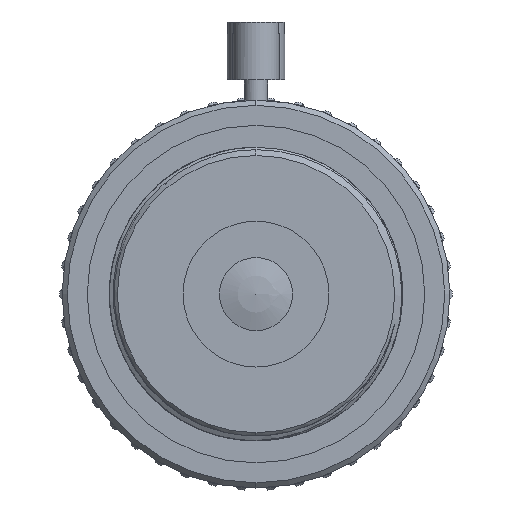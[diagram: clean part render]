
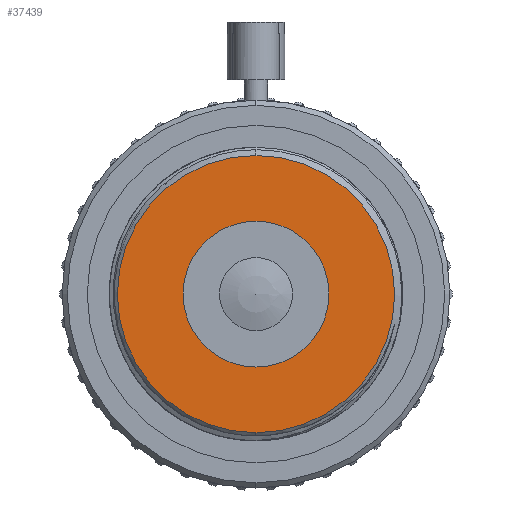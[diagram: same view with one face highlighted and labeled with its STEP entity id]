
A CAD part, left-side view. The second image highlights one B-rep face of the part: STEP entity #37439.
In plain terms, the highlighted face is planar.
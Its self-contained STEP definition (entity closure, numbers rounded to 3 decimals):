
#51 = CYLINDRICAL_SURFACE('',#52,6.3);
#52 = AXIS2_PLACEMENT_3D('',#53,#54,#55);
#53 = CARTESIAN_POINT('',(0.,-2.,0.));
#54 = DIRECTION('',(-0.,1.,-0.));
#55 = DIRECTION('',(0.,0.,1.));
#76 = VERTEX_POINT('',#77);
#77 = CARTESIAN_POINT('',(0.,0.,-6.3));
#91 = CYLINDRICAL_SURFACE('',#92,6.3);
#92 = AXIS2_PLACEMENT_3D('',#93,#94,#95);
#93 = CARTESIAN_POINT('',(0.,-2.,0.));
#94 = DIRECTION('',(-0.,1.,-0.));
#95 = DIRECTION('',(0.,0.,1.));
#103 = EDGE_CURVE('',#76,#104,#106,.T.);
#104 = VERTEX_POINT('',#105);
#105 = CARTESIAN_POINT('',(0.,0.,6.3));
#106 = SURFACE_CURVE('',#107,(#112,#119),.PCURVE_S1.);
#107 = CIRCLE('',#108,6.3);
#108 = AXIS2_PLACEMENT_3D('',#109,#110,#111);
#109 = CARTESIAN_POINT('',(0.,0.,0.));
#110 = DIRECTION('',(0.,-1.,0.));
#111 = DIRECTION('',(0.,0.,-1.));
#112 = PCURVE('',#51,#113);
#113 = DEFINITIONAL_REPRESENTATION('',(#114),#118);
#114 = LINE('',#115,#116);
#115 = CARTESIAN_POINT('',(3.142,2.));
#116 = VECTOR('',#117,1.);
#117 = DIRECTION('',(-1.,0.));
#118 = ( GEOMETRIC_REPRESENTATION_CONTEXT(2) 
PARAMETRIC_REPRESENTATION_CONTEXT() REPRESENTATION_CONTEXT('2D SPACE',''
  ) );
#119 = PCURVE('',#120,#125);
#120 = PLANE('',#121);
#121 = AXIS2_PLACEMENT_3D('',#122,#123,#124);
#122 = CARTESIAN_POINT('',(0.,0.,0.));
#123 = DIRECTION('',(0.,-1.,-0.));
#124 = DIRECTION('',(0.,0.,-1.));
#125 = DEFINITIONAL_REPRESENTATION('',(#126),#130);
#126 = CIRCLE('',#127,6.3);
#127 = AXIS2_PLACEMENT_2D('',#128,#129);
#128 = CARTESIAN_POINT('',(0.,0.));
#129 = DIRECTION('',(1.,0.));
#130 = ( GEOMETRIC_REPRESENTATION_CONTEXT(2) 
PARAMETRIC_REPRESENTATION_CONTEXT() REPRESENTATION_CONTEXT('2D SPACE',''
  ) );
#268 = EDGE_CURVE('',#269,#271,#273,.T.);
#269 = VERTEX_POINT('',#270);
#270 = CARTESIAN_POINT('',(0.,0.,11.972));
#271 = VERTEX_POINT('',#272);
#272 = CARTESIAN_POINT('',(0.,0.,-11.972));
#273 = SURFACE_CURVE('',#274,(#279,#291),.PCURVE_S1.);
#274 = CIRCLE('',#275,11.972);
#275 = AXIS2_PLACEMENT_3D('',#276,#277,#278);
#276 = CARTESIAN_POINT('',(0.,0.,0.));
#277 = DIRECTION('',(0.,-1.,0.));
#278 = DIRECTION('',(0.,0.,-1.));
#279 = PCURVE('',#280,#285);
#280 = CONICAL_SURFACE('',#281,11.972,0.785);
#281 = AXIS2_PLACEMENT_3D('',#282,#283,#284);
#282 = CARTESIAN_POINT('',(0.,0.,0.));
#283 = DIRECTION('',(0.,1.,0.));
#284 = DIRECTION('',(0.,0.,-1.));
#285 = DEFINITIONAL_REPRESENTATION('',(#286),#290);
#286 = LINE('',#287,#288);
#287 = CARTESIAN_POINT('',(6.283,0.));
#288 = VECTOR('',#289,1.);
#289 = DIRECTION('',(-1.,0.));
#290 = ( GEOMETRIC_REPRESENTATION_CONTEXT(2) 
PARAMETRIC_REPRESENTATION_CONTEXT() REPRESENTATION_CONTEXT('2D SPACE',''
  ) );
#291 = PCURVE('',#120,#292);
#292 = DEFINITIONAL_REPRESENTATION('',(#293),#297);
#293 = CIRCLE('',#294,11.972);
#294 = AXIS2_PLACEMENT_2D('',#295,#296);
#295 = CARTESIAN_POINT('',(0.,0.));
#296 = DIRECTION('',(1.,0.));
#297 = ( GEOMETRIC_REPRESENTATION_CONTEXT(2) 
PARAMETRIC_REPRESENTATION_CONTEXT() REPRESENTATION_CONTEXT('2D SPACE',''
  ) );
#315 = CONICAL_SURFACE('',#316,11.972,0.785);
#316 = AXIS2_PLACEMENT_3D('',#317,#318,#319);
#317 = CARTESIAN_POINT('',(0.,0.,0.));
#318 = DIRECTION('',(0.,1.,0.));
#319 = DIRECTION('',(0.,0.,-1.));
#1022 = EDGE_CURVE('',#271,#269,#1023,.T.);
#1023 = SURFACE_CURVE('',#1024,(#1029,#1036),.PCURVE_S1.);
#1024 = CIRCLE('',#1025,11.972);
#1025 = AXIS2_PLACEMENT_3D('',#1026,#1027,#1028);
#1026 = CARTESIAN_POINT('',(0.,0.,0.));
#1027 = DIRECTION('',(0.,-1.,0.));
#1028 = DIRECTION('',(0.,0.,-1.));
#1029 = PCURVE('',#315,#1030);
#1030 = DEFINITIONAL_REPRESENTATION('',(#1031),#1035);
#1031 = LINE('',#1032,#1033);
#1032 = CARTESIAN_POINT('',(6.283,0.));
#1033 = VECTOR('',#1034,1.);
#1034 = DIRECTION('',(-1.,0.));
#1035 = ( GEOMETRIC_REPRESENTATION_CONTEXT(2) 
PARAMETRIC_REPRESENTATION_CONTEXT() REPRESENTATION_CONTEXT('2D SPACE',''
  ) );
#1036 = PCURVE('',#120,#1037);
#1037 = DEFINITIONAL_REPRESENTATION('',(#1038),#1042);
#1038 = CIRCLE('',#1039,11.972);
#1039 = AXIS2_PLACEMENT_2D('',#1040,#1041);
#1040 = CARTESIAN_POINT('',(0.,0.));
#1041 = DIRECTION('',(1.,0.));
#1042 = ( GEOMETRIC_REPRESENTATION_CONTEXT(2) 
PARAMETRIC_REPRESENTATION_CONTEXT() REPRESENTATION_CONTEXT('2D SPACE',''
  ) );
#37418 = EDGE_CURVE('',#104,#76,#37419,.T.);
#37419 = SURFACE_CURVE('',#37420,(#37425,#37432),.PCURVE_S1.);
#37420 = CIRCLE('',#37421,6.3);
#37421 = AXIS2_PLACEMENT_3D('',#37422,#37423,#37424);
#37422 = CARTESIAN_POINT('',(0.,0.,0.));
#37423 = DIRECTION('',(0.,-1.,0.));
#37424 = DIRECTION('',(0.,0.,-1.));
#37425 = PCURVE('',#91,#37426);
#37426 = DEFINITIONAL_REPRESENTATION('',(#37427),#37431);
#37427 = LINE('',#37428,#37429);
#37428 = CARTESIAN_POINT('',(9.425,2.));
#37429 = VECTOR('',#37430,1.);
#37430 = DIRECTION('',(-1.,0.));
#37431 = ( GEOMETRIC_REPRESENTATION_CONTEXT(2) 
PARAMETRIC_REPRESENTATION_CONTEXT() REPRESENTATION_CONTEXT('2D SPACE',''
  ) );
#37432 = PCURVE('',#120,#37433);
#37433 = DEFINITIONAL_REPRESENTATION('',(#37434),#37438);
#37434 = CIRCLE('',#37435,6.3);
#37435 = AXIS2_PLACEMENT_2D('',#37436,#37437);
#37436 = CARTESIAN_POINT('',(0.,0.));
#37437 = DIRECTION('',(1.,0.));
#37438 = ( GEOMETRIC_REPRESENTATION_CONTEXT(2) 
PARAMETRIC_REPRESENTATION_CONTEXT() REPRESENTATION_CONTEXT('2D SPACE',''
  ) );
#37439 = ADVANCED_FACE('',(#37440,#37444),#120,.T.);
#37440 = FACE_BOUND('',#37441,.T.);
#37441 = EDGE_LOOP('',(#37442,#37443));
#37442 = ORIENTED_EDGE('',*,*,#37418,.F.);
#37443 = ORIENTED_EDGE('',*,*,#103,.F.);
#37444 = FACE_BOUND('',#37445,.T.);
#37445 = EDGE_LOOP('',(#37446,#37447));
#37446 = ORIENTED_EDGE('',*,*,#1022,.T.);
#37447 = ORIENTED_EDGE('',*,*,#268,.T.);
